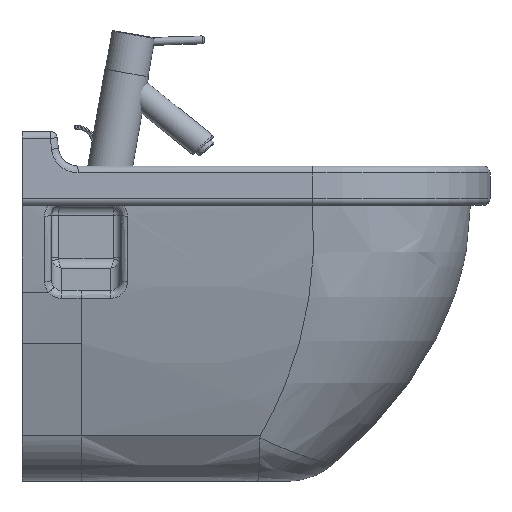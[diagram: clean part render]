
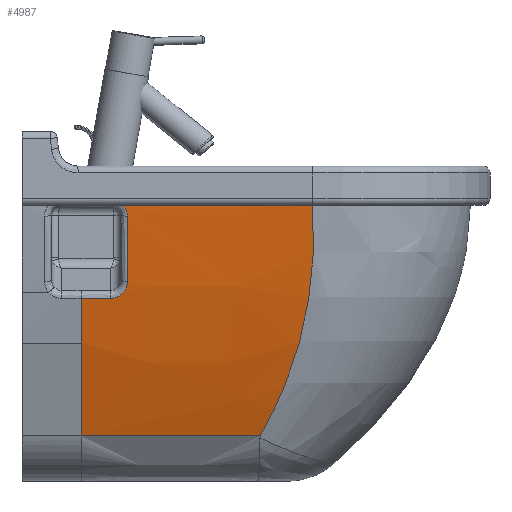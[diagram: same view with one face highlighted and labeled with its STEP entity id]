
A CAD part, left-side view. The second image highlights one B-rep face of the part: STEP entity #4987.
In plain terms, the highlighted free-form (B-spline) face has degree [3, 3] with [4, 4] control points.
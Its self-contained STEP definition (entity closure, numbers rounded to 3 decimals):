
#3998=CARTESIAN_POINT('',(382.375,-6.754,-134.199));
#3999=VERTEX_POINT('',#3998);
#4007=CARTESIAN_POINT('',(352.375,-6.754,-134.199));
#4008=VERTEX_POINT('',#4007);
#4009=CARTESIAN_POINT('',(382.375,-6.754,-134.199));
#4010=CARTESIAN_POINT('',(372.375,-6.754,-134.199));
#4011=CARTESIAN_POINT('',(362.375,-6.754,-134.199));
#4012=CARTESIAN_POINT('',(352.375,-6.754,-134.199));
#4013=B_SPLINE_CURVE_WITH_KNOTS('',3,(#4009,#4010,#4011,#4012),.UNSPECIFIED.,.F.,.U.,(4,4),(-3.,0.0),.UNSPECIFIED.);
#4014=EDGE_CURVE('',#3999,#4008,#4013,.T.);
#4196=CARTESIAN_POINT('',(335.375,-3.65,-117.176));
#4197=VERTEX_POINT('',#4196);
#4227=CARTESIAN_POINT('',(352.375,-6.754,-134.199));
#4228=CARTESIAN_POINT('',(351.103,-6.754,-134.199));
#4229=CARTESIAN_POINT('',(349.173,-6.713,-133.982));
#4230=CARTESIAN_POINT('',(346.706,-6.576,-133.265));
#4231=CARTESIAN_POINT('',(344.947,-6.437,-132.532));
#4232=CARTESIAN_POINT('',(343.265,-6.26,-131.598));
#4233=CARTESIAN_POINT('',(341.177,-5.979,-130.104));
#4234=CARTESIAN_POINT('',(339.386,-5.643,-128.298));
#4235=CARTESIAN_POINT('',(337.913,-5.258,-126.204));
#4236=CARTESIAN_POINT('',(337.15,-5.004,-124.806));
#4237=CARTESIAN_POINT('',(336.639,-4.795,-123.651));
#4238=CARTESIAN_POINT('',(336.192,-4.582,-122.467));
#4239=CARTESIAN_POINT('',(335.759,-4.31,-120.944));
#4240=CARTESIAN_POINT('',(335.445,-3.98,-119.073));
#4241=CARTESIAN_POINT('',(335.375,-3.76,-117.807));
#4242=CARTESIAN_POINT('',(335.375,-3.65,-117.176));
#4243=B_SPLINE_CURVE_WITH_KNOTS('',3,(#4227,#4228,#4229,#4230,#4231,#4232,#4233,#4234,#4235,#4236,#4237,#4238,#4239,#4240,#4241,#4242),.UNSPECIFIED.,.F.,.U.,(4,1,1,1,1,1,1,1,1,1,1,1,1,4),(-2.671,-2.29,-2.099,-1.908,-1.717,-1.526,-1.145,-0.954,-0.763,-0.668,-0.572,-0.382,-0.191,0.0),.UNSPECIFIED.);
#4244=EDGE_CURVE('',#4008,#4197,#4243,.T.);
#4349=CARTESIAN_POINT('',(335.375,5.691,-50.759));
#4350=VERTEX_POINT('',#4349);
#4351=CARTESIAN_POINT('',(335.375,-3.65,-117.176));
#4352=CARTESIAN_POINT('',(335.375,0.173,-95.141));
#4353=CARTESIAN_POINT('',(335.375,3.268,-72.977));
#4354=CARTESIAN_POINT('',(335.375,5.691,-50.759));
#4355=B_SPLINE_CURVE_WITH_KNOTS('',3,(#4351,#4352,#4353,#4354),.UNSPECIFIED.,.F.,.U.,(4,4),(-6.663,0.0),.UNSPECIFIED.);
#4356=EDGE_CURVE('',#4197,#4350,#4355,.T.);
#4589=CARTESIAN_POINT('',(339.158,6.813,-40.));
#4590=VERTEX_POINT('',#4589);
#4663=CARTESIAN_POINT('',(335.375,5.691,-50.759));
#4664=CARTESIAN_POINT('',(335.375,5.812,-49.658));
#4665=CARTESIAN_POINT('',(335.535,5.991,-47.992));
#4666=CARTESIAN_POINT('',(336.102,6.233,-45.694));
#4667=CARTESIAN_POINT('',(336.67,6.394,-44.138));
#4668=CARTESIAN_POINT('',(337.387,6.547,-42.641));
#4669=CARTESIAN_POINT('',(338.162,6.68,-41.325));
#4670=CARTESIAN_POINT('',(338.813,6.77,-40.429));
#4671=CARTESIAN_POINT('',(339.158,6.813,-40.));
#4672=B_SPLINE_CURVE_WITH_KNOTS('',3,(#4663,#4664,#4665,#4666,#4667,#4668,#4669,#4670,#4671),.UNSPECIFIED.,.F.,.U.,(4,1,1,1,1,1,4),(9.495,9.826,9.991,10.197,10.321,10.486,10.651),.UNSPECIFIED.);
#4673=EDGE_CURVE('',#4350,#4590,#4672,.T.);
#4913=CARTESIAN_POINT('',(382.375,6.813,-40.));
#4914=CARTESIAN_POINT('',(304.042,6.813,-40.));
#4915=CARTESIAN_POINT('',(225.708,6.813,-40.));
#4916=CARTESIAN_POINT('',(147.375,6.813,-40.));
#4917=CARTESIAN_POINT('',(382.375,-1.526,-123.944));
#4918=CARTESIAN_POINT('',(302.156,-1.526,-123.944));
#4919=CARTESIAN_POINT('',(221.937,-1.526,-123.944));
#4920=CARTESIAN_POINT('',(141.719,-1.526,-123.944));
#4921=CARTESIAN_POINT('',(382.375,-18.757,-201.904));
#4922=CARTESIAN_POINT('',(308.057,-18.757,-201.904));
#4923=CARTESIAN_POINT('',(233.739,-18.757,-201.904));
#4924=CARTESIAN_POINT('',(159.421,-18.757,-201.904));
#4925=CARTESIAN_POINT('',(382.375,-44.879,-273.881));
#4926=CARTESIAN_POINT('',(321.744,-44.879,-273.881));
#4927=CARTESIAN_POINT('',(261.113,-44.879,-273.881));
#4928=CARTESIAN_POINT('',(200.483,-44.879,-273.881));
#4929=B_SPLINE_SURFACE_WITH_KNOTS('',3,3,((#4913,#4917,#4921,#4925),(#4914,#4918,#4922,#4926),(#4915,#4919,#4923,#4927),(#4916,#4920,#4924,#4928)),.UNSPECIFIED.,.F.,.F.,.U.,(4,4),(4,4),(0.0,1.0),(0.0,0.821),.UNSPECIFIED.);
#4930=ORIENTED_EDGE('',*,*,#4673,.F.);
#4931=ORIENTED_EDGE('',*,*,#4356,.F.);
#4932=ORIENTED_EDGE('',*,*,#4244,.F.);
#4933=ORIENTED_EDGE('',*,*,#4014,.F.);
#4934=CARTESIAN_POINT('',(382.375,-16.665,-180.));
#4935=VERTEX_POINT('',#4934);
#4936=CARTESIAN_POINT('',(382.375,-6.754,-134.199));
#4937=CARTESIAN_POINT('',(382.375,-9.719,-149.694));
#4938=CARTESIAN_POINT('',(382.375,-13.022,-164.961));
#4939=CARTESIAN_POINT('',(382.375,-16.665,-180.));
#4940=B_SPLINE_CURVE_WITH_KNOTS('',3,(#4936,#4937,#4938,#4939),.UNSPECIFIED.,.F.,.U.,(4,4),(0.316,0.476),.UNSPECIFIED.);
#4941=EDGE_CURVE('',#3999,#4935,#4940,.T.);
#4942=ORIENTED_EDGE('',*,*,#4941,.T.);
#4943=CARTESIAN_POINT('',(382.375,-44.879,-273.881));
#4944=VERTEX_POINT('',#4943);
#4945=CARTESIAN_POINT('',(382.375,-16.665,-180.));
#4946=CARTESIAN_POINT('',(382.375,-24.5,-212.35));
#4947=CARTESIAN_POINT('',(382.375,-33.905,-243.643));
#4948=CARTESIAN_POINT('',(382.375,-44.879,-273.881));
#4949=B_SPLINE_CURVE_WITH_KNOTS('',3,(#4945,#4946,#4947,#4948),.UNSPECIFIED.,.F.,.U.,(4,4),(0.476,0.821),.UNSPECIFIED.);
#4950=EDGE_CURVE('',#4935,#4944,#4949,.T.);
#4951=ORIENTED_EDGE('',*,*,#4950,.T.);
#4952=CARTESIAN_POINT('',(200.483,-44.879,-273.881));
#4953=VERTEX_POINT('',#4952);
#4954=CARTESIAN_POINT('',(200.483,-44.879,-273.881));
#4955=CARTESIAN_POINT('',(261.113,-44.879,-273.881));
#4956=CARTESIAN_POINT('',(321.744,-44.879,-273.881));
#4957=CARTESIAN_POINT('',(382.375,-44.879,-273.881));
#4958=B_SPLINE_CURVE_WITH_KNOTS('',3,(#4954,#4955,#4956,#4957),.UNSPECIFIED.,.F.,.U.,(4,4),(-18.189,0.),.UNSPECIFIED.);
#4959=EDGE_CURVE('',#4953,#4944,#4958,.T.);
#4960=ORIENTED_EDGE('',*,*,#4959,.F.);
#4961=CARTESIAN_POINT('',(161.1,-16.665,-180.));
#4962=VERTEX_POINT('',#4961);
#4963=CARTESIAN_POINT('',(161.1,-16.665,-180.));
#4964=CARTESIAN_POINT('',(170.105,-24.5,-212.35));
#4965=CARTESIAN_POINT('',(183.233,-33.905,-243.643));
#4966=CARTESIAN_POINT('',(200.483,-44.879,-273.881));
#4967=B_SPLINE_CURVE_WITH_KNOTS('',3,(#4963,#4964,#4965,#4966),.UNSPECIFIED.,.F.,.U.,(4,4),(0.476,0.821),.UNSPECIFIED.);
#4968=EDGE_CURVE('',#4962,#4953,#4967,.T.);
#4969=ORIENTED_EDGE('',*,*,#4968,.F.);
#4970=CARTESIAN_POINT('',(147.375,6.813,-40.));
#4971=VERTEX_POINT('',#4970);
#4972=CARTESIAN_POINT('',(147.375,6.813,-40.));
#4973=CARTESIAN_POINT('',(144.095,1.977,-88.679));
#4974=CARTESIAN_POINT('',(148.67,-5.849,-135.345));
#4975=CARTESIAN_POINT('',(161.1,-16.665,-180.));
#4976=B_SPLINE_CURVE_WITH_KNOTS('',3,(#4972,#4973,#4974,#4975),.UNSPECIFIED.,.F.,.U.,(4,4),(0.0,0.476),.UNSPECIFIED.);
#4977=EDGE_CURVE('',#4971,#4962,#4976,.T.);
#4978=ORIENTED_EDGE('',*,*,#4977,.F.);
#4979=CARTESIAN_POINT('',(339.158,6.813,-40.));
#4980=DIRECTION('',(-1.0,0.0,0.0));
#4981=VECTOR('',#4980,191.783);
#4982=LINE('',#4979,#4981);
#4983=EDGE_CURVE('',#4590,#4971,#4982,.T.);
#4984=ORIENTED_EDGE('',*,*,#4983,.F.);
#4985=EDGE_LOOP('',(#4930,#4931,#4932,#4933,#4942,#4951,#4960,#4969,#4978,#4984));
#4986=FACE_OUTER_BOUND('',#4985,.T.);
#4987=ADVANCED_FACE('',(#4986),#4929,.F.);
